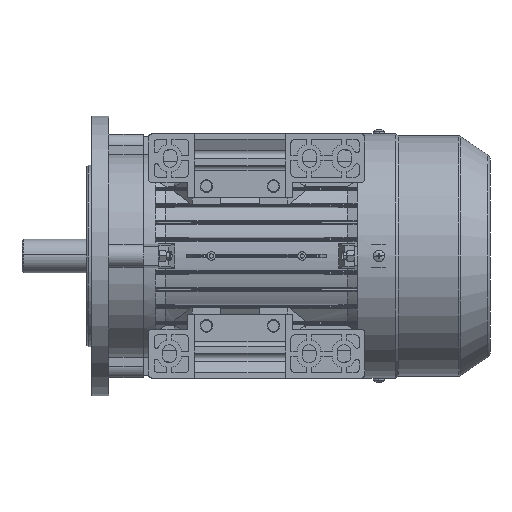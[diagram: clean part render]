
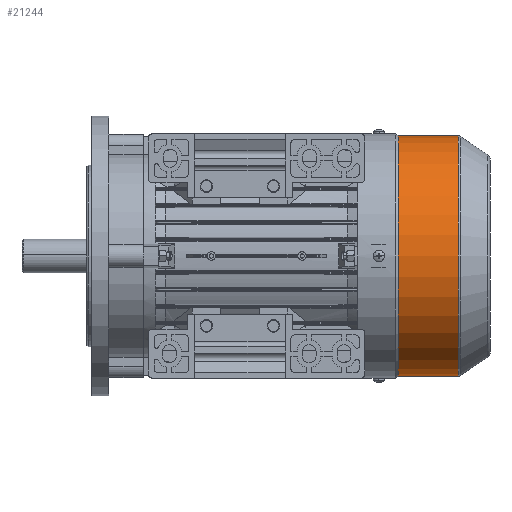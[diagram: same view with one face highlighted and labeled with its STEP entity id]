
A CAD part, front view. The second image highlights one B-rep face of the part: STEP entity #21244.
In plain terms, the highlighted cylindrical face has radius 86 mm (diameter 172 mm), a partial arc.
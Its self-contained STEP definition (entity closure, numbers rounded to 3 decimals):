
#16302 = VERTEX_POINT ( 'NONE', #57485 ) ;
#16304 = VERTEX_POINT ( 'NONE', #57484 ) ;
#16321 = VERTEX_POINT ( 'NONE', #57511 ) ;
#16322 = VERTEX_POINT ( 'NONE', #57510 ) ;
#16410 = EDGE_CURVE ( 'NONE', #16322, #16304, #57681, .T. ) ;
#16415 = EDGE_CURVE ( 'NONE', #16321, #16302, #57677, .T. ) ;
#21243 = EDGE_CURVE ( 'NONE', #16322, #16321, #62947, .T. ) ;
#21244 = ADVANCED_FACE ( 'NONE', ( #62948 ), #63005, .T. ) ;
#21245 = EDGE_LOOP ( 'NONE', ( #21246, #21247, #21248, #21249 ) ) ;
#21246 = ORIENTED_EDGE ( 'NONE', *, *, #16410, .F. ) ;
#21247 = ORIENTED_EDGE ( 'NONE', *, *, #21243, .T. ) ;
#21248 = ORIENTED_EDGE ( 'NONE', *, *, #16415, .T. ) ;
#21249 = ORIENTED_EDGE ( 'NONE', *, *, #21251, .F. ) ;
#21251 = EDGE_CURVE ( 'NONE', #16304, #16302, #63006, .T. ) ;
#57484 = CARTESIAN_POINT ( 'NONE',  ( 86., 0., -9.089 ) ) ;
#57485 = CARTESIAN_POINT ( 'NONE',  ( -86., 0., -9.089 ) ) ;
#57510 = CARTESIAN_POINT ( 'NONE',  ( 86., 0., 33.965 ) ) ;
#57511 = CARTESIAN_POINT ( 'NONE',  ( -86., 0., 33.965 ) ) ;
#57674 = DIRECTION ( 'NONE',  ( 0., 0., -1. ) ) ;
#57675 = VECTOR ( 'NONE', #57674, 1000. ) ;
#57676 = CARTESIAN_POINT ( 'NONE',  ( -86., 0., 54. ) ) ;
#57677 = LINE ( 'NONE', #57676, #57675 ) ;
#57678 = DIRECTION ( 'NONE',  ( 0., 0., -1. ) ) ;
#57679 = VECTOR ( 'NONE', #57678, 1000. ) ;
#57680 = CARTESIAN_POINT ( 'NONE',  ( 86., 0., 54. ) ) ;
#57681 = LINE ( 'NONE', #57680, #57679 ) ;
#62942 = CARTESIAN_POINT ( 'NONE',  ( 0., 0., 54. ) ) ;
#62943 = DIRECTION ( 'NONE',  ( -1., 0., 0. ) ) ;
#62944 = DIRECTION ( 'NONE',  ( 0., 0., -1. ) ) ;
#62945 = CARTESIAN_POINT ( 'NONE',  ( 0., 0., 33.965 ) ) ;
#62946 = AXIS2_PLACEMENT_3D ( 'NONE', #62945, #62944, #62943 ) ;
#62947 = CIRCLE ( 'NONE', #62946, 86. ) ;
#62948 = FACE_OUTER_BOUND ( 'NONE', #21245, .T. ) ;
#62998 = DIRECTION ( 'NONE',  ( -1., 0., 0. ) ) ;
#62999 = DIRECTION ( 'NONE',  ( 0., 0., -1. ) ) ;
#63000 = CARTESIAN_POINT ( 'NONE',  ( 0., 0., -9.089 ) ) ;
#63001 = AXIS2_PLACEMENT_3D ( 'NONE', #63000, #62999, #62998 ) ;
#63002 = DIRECTION ( 'NONE',  ( -1., 0., 0. ) ) ;
#63003 = DIRECTION ( 'NONE',  ( 0., 0., -1. ) ) ;
#63004 = AXIS2_PLACEMENT_3D ( 'NONE', #62942, #63003, #63002 ) ;
#63005 = CYLINDRICAL_SURFACE ( 'NONE', #63004, 86. ) ;
#63006 = CIRCLE ( 'NONE', #63001, 86. ) ;
